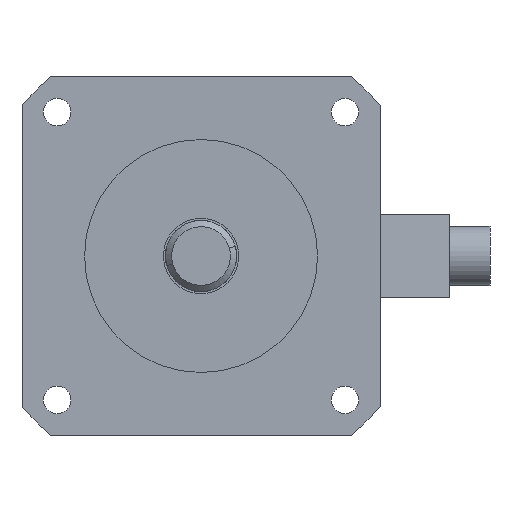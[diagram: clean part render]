
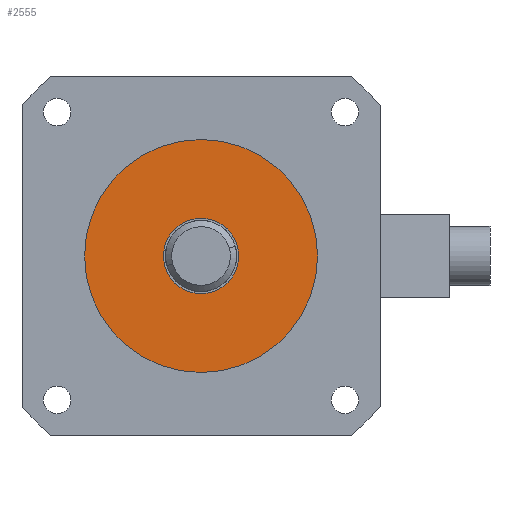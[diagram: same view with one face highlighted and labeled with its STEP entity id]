
A CAD part, left-side view. The second image highlights one B-rep face of the part: STEP entity #2555.
In plain terms, the highlighted planar face has unit normal (-1, 0, 0).
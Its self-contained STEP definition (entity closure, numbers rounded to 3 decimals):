
#54 = EDGE_LOOP ( 'NONE', ( #3757, #4085 ) ) ;
#60 = EDGE_LOOP ( 'NONE', ( #3170, #3642 ) ) ;
#394 = CIRCLE ( 'NONE', #395, 57.25 ) ;
#395 = AXIS2_PLACEMENT_3D ( 'NONE', #396, #397, #398 ) ;
#396 = CARTESIAN_POINT ( 'NONE',  ( -3., 0., 0. ) ) ;
#397 = DIRECTION ( 'NONE',  ( -1., 0., 0. ) ) ;
#398 = DIRECTION ( 'NONE',  ( 0., -1., 0. ) ) ;
#892 = CIRCLE ( 'NONE', #893, 17.5 ) ;
#893 = AXIS2_PLACEMENT_3D ( 'NONE', #894, #895, #896 ) ;
#894 = CARTESIAN_POINT ( 'NONE',  ( -3., 0., 0. ) ) ;
#895 = DIRECTION ( 'NONE',  ( -1., 0., 0. ) ) ;
#896 = DIRECTION ( 'NONE',  ( 0., -1., 0. ) ) ;
#1227 = CARTESIAN_POINT ( 'NONE',  ( -3., 57.25, 0. ) ) ;
#1329 = CARTESIAN_POINT ( 'NONE',  ( -3., -57.25, 0. ) ) ;
#1805 = CARTESIAN_POINT ( 'NONE',  ( -3., 17.5, 0. ) ) ;
#1930 = VERTEX_POINT ( 'NONE', #2549 ) ;
#2284 = EDGE_CURVE ( 'NONE', #3792, #4276, #2755, .T. ) ;
#2510 = CIRCLE ( 'NONE', #2511, 17.5 ) ;
#2511 = AXIS2_PLACEMENT_3D ( 'NONE', #2512, #2513, #2518 ) ;
#2512 = CARTESIAN_POINT ( 'NONE',  ( -3., 0., 0. ) ) ;
#2513 = DIRECTION ( 'NONE',  ( -1., 0., 0. ) ) ;
#2518 = DIRECTION ( 'NONE',  ( 0., -1., 0. ) ) ;
#2549 = CARTESIAN_POINT ( 'NONE',  ( -3., -17.5, 0. ) ) ;
#2555 = ADVANCED_FACE ( 'NONE', ( #2838, #2839 ), #2840, .F. ) ;
#2755 = CIRCLE ( 'NONE', #2757, 57.25 ) ;
#2757 = AXIS2_PLACEMENT_3D ( 'NONE', #2758, #2759, #2760 ) ;
#2758 = CARTESIAN_POINT ( 'NONE',  ( -3., 0., 0. ) ) ;
#2759 = DIRECTION ( 'NONE',  ( -1., 0., 0. ) ) ;
#2760 = DIRECTION ( 'NONE',  ( 0., -1., 0. ) ) ;
#2838 = FACE_BOUND ( 'NONE', #60, .T. ) ;
#2839 = FACE_OUTER_BOUND ( 'NONE', #54, .T. ) ;
#2840 = PLANE ( 'NONE',  #2841 ) ;
#2841 = AXIS2_PLACEMENT_3D ( 'NONE', #2842, #2843, #2845 ) ;
#2842 = CARTESIAN_POINT ( 'NONE',  ( -3., 17.5, 0. ) ) ;
#2843 = DIRECTION ( 'NONE',  ( 1., 0., 0. ) ) ;
#2845 = DIRECTION ( 'NONE',  ( 0., 1., 0. ) ) ;
#3170 = ORIENTED_EDGE ( 'NONE', *, *, #4034, .F. ) ;
#3642 = ORIENTED_EDGE ( 'NONE', *, *, #4234, .F. ) ;
#3757 = ORIENTED_EDGE ( 'NONE', *, *, #2284, .T. ) ;
#3792 = VERTEX_POINT ( 'NONE', #1329 ) ;
#3865 = VERTEX_POINT ( 'NONE', #1805 ) ;
#4034 = EDGE_CURVE ( 'NONE', #1930, #3865, #2510, .T. ) ;
#4085 = ORIENTED_EDGE ( 'NONE', *, *, #4121, .T. ) ;
#4121 = EDGE_CURVE ( 'NONE', #4276, #3792, #394, .T. ) ;
#4234 = EDGE_CURVE ( 'NONE', #3865, #1930, #892, .T. ) ;
#4276 = VERTEX_POINT ( 'NONE', #1227 ) ;
